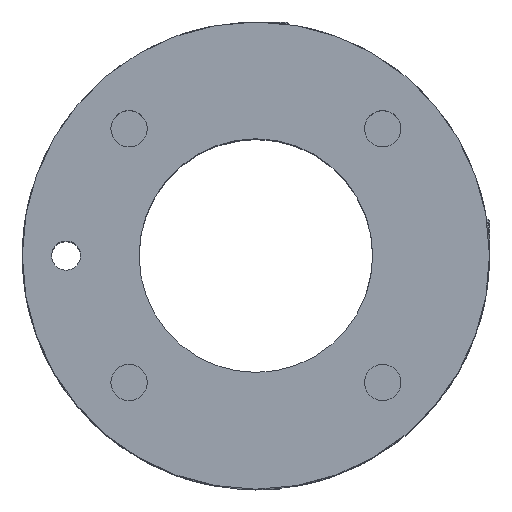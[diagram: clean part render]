
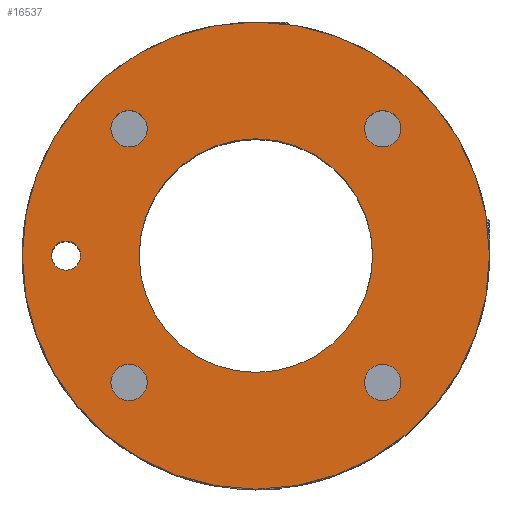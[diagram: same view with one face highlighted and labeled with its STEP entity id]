
A CAD part, top view. The second image highlights one B-rep face of the part: STEP entity #16537.
In plain terms, the highlighted planar face has unit normal (0, 0, 1).
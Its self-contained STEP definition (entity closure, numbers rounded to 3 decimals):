
#4 = CARTESIAN_POINT ( 'NONE',  ( 10.338, -12.065, 8.38 ) ) ;
#56 = EDGE_LOOP ( 'NONE', ( #23973, #20950 ) ) ;
#344 = AXIS2_PLACEMENT_3D ( 'NONE', #4384, #20966, #6757 ) ;
#626 = CARTESIAN_POINT ( 'NONE',  ( -18.059, 0., 8.38 ) ) ;
#826 = EDGE_CURVE ( 'NONE', #29437, #5939, #22542, .T. ) ;
#990 = FACE_BOUND ( 'NONE', #21007, .T. ) ;
#1056 = CARTESIAN_POINT ( 'NONE',  ( 0., 0., 8.38 ) ) ;
#1072 = DIRECTION ( 'NONE',  ( 0., 0., 1. ) ) ;
#1198 = DIRECTION ( 'NONE',  ( 0., 0., 1. ) ) ;
#1231 = DIRECTION ( 'NONE',  ( 1., 0., 0. ) ) ;
#1291 = CIRCLE ( 'NONE', #22227, 1.727 ) ;
#1415 = CARTESIAN_POINT ( 'NONE',  ( 0., 0., 8.38 ) ) ;
#1903 = EDGE_CURVE ( 'NONE', #29021, #2252, #28236, .T. ) ;
#2252 = VERTEX_POINT ( 'NONE', #13860 ) ;
#2800 = DIRECTION ( 'NONE',  ( 0., 0., 1. ) ) ;
#3008 = DIRECTION ( 'NONE',  ( 1., 0., 0. ) ) ;
#3298 = CIRCLE ( 'NONE', #18503, 11.112 ) ;
#3431 = DIRECTION ( 'NONE',  ( 1., 0., 0. ) ) ;
#3482 = EDGE_CURVE ( 'NONE', #26071, #23267, #4820, .T. ) ;
#3777 = DIRECTION ( 'NONE',  ( 1., 0., 0. ) ) ;
#4384 = CARTESIAN_POINT ( 'NONE',  ( -12.065, 12.065, 8.38 ) ) ;
#4410 = ORIENTED_EDGE ( 'NONE', *, *, #26562, .F. ) ;
#4419 = EDGE_LOOP ( 'NONE', ( #4410, #10112 ) ) ;
#4820 = CIRCLE ( 'NONE', #23037, 1.727 ) ;
#5041 = ORIENTED_EDGE ( 'NONE', *, *, #826, .T. ) ;
#5232 = CIRCLE ( 'NONE', #29591, 1.727 ) ;
#5408 = DIRECTION ( 'NONE',  ( 0., 0., 1. ) ) ;
#5571 = EDGE_LOOP ( 'NONE', ( #28729, #10492 ) ) ;
#5809 = FACE_OUTER_BOUND ( 'NONE', #28985, .T. ) ;
#5939 = VERTEX_POINT ( 'NONE', #28980 ) ;
#6757 = DIRECTION ( 'NONE',  ( 1., 0., 0. ) ) ;
#6811 = VERTEX_POINT ( 'NONE', #8624 ) ;
#7101 = VERTEX_POINT ( 'NONE', #11464 ) ;
#7177 = AXIS2_PLACEMENT_3D ( 'NONE', #12938, #29527, #15327 ) ;
#7265 = DIRECTION ( 'NONE',  ( 0., 0., 1. ) ) ;
#7292 = AXIS2_PLACEMENT_3D ( 'NONE', #1056, #17607, #3431 ) ;
#7362 = PLANE ( 'NONE',  #8436 ) ;
#7364 = DIRECTION ( 'NONE',  ( 0., 0., 1. ) ) ;
#7380 = EDGE_CURVE ( 'NONE', #29728, #23658, #14282, .T. ) ;
#8253 = CARTESIAN_POINT ( 'NONE',  ( -13.792, 12.065, 8.38 ) ) ;
#8363 = CIRCLE ( 'NONE', #344, 1.727 ) ;
#8436 = AXIS2_PLACEMENT_3D ( 'NONE', #21552, #12164, #28723 ) ;
#8517 = AXIS2_PLACEMENT_3D ( 'NONE', #626, #17179, #3008 ) ;
#8617 = CIRCLE ( 'NONE', #28774, 22.225 ) ;
#8624 = CARTESIAN_POINT ( 'NONE',  ( 10.338, 12.065, 8.38 ) ) ;
#8746 = DIRECTION ( 'NONE',  ( 0., 0., 1. ) ) ;
#9181 = EDGE_CURVE ( 'NONE', #6811, #10430, #20153, .T. ) ;
#9840 = ORIENTED_EDGE ( 'NONE', *, *, #3482, .F. ) ;
#10112 = ORIENTED_EDGE ( 'NONE', *, *, #1903, .F. ) ;
#10430 = VERTEX_POINT ( 'NONE', #12273 ) ;
#10492 = ORIENTED_EDGE ( 'NONE', *, *, #19607, .F. ) ;
#10939 = ORIENTED_EDGE ( 'NONE', *, *, #7380, .F. ) ;
#11464 = CARTESIAN_POINT ( 'NONE',  ( -10.338, 12.065, 8.38 ) ) ;
#12124 = FACE_BOUND ( 'NONE', #56, .T. ) ;
#12164 = DIRECTION ( 'NONE',  ( 0., 0., 1. ) ) ;
#12273 = CARTESIAN_POINT ( 'NONE',  ( 13.792, 12.065, 8.38 ) ) ;
#12358 = DIRECTION ( 'NONE',  ( 0., 0., 1. ) ) ;
#12938 = CARTESIAN_POINT ( 'NONE',  ( 12.065, 12.065, 8.38 ) ) ;
#13860 = CARTESIAN_POINT ( 'NONE',  ( -19.444, 0., 8.38 ) ) ;
#14282 = CIRCLE ( 'NONE', #29374, 11.112 ) ;
#14442 = EDGE_CURVE ( 'NONE', #23658, #29728, #3298, .T. ) ;
#14965 = ORIENTED_EDGE ( 'NONE', *, *, #18101, .F. ) ;
#14971 = VERTEX_POINT ( 'NONE', #23329 ) ;
#15228 = AXIS2_PLACEMENT_3D ( 'NONE', #22944, #8746, #25312 ) ;
#15251 = CARTESIAN_POINT ( 'NONE',  ( 12.065, 12.065, 8.38 ) ) ;
#15327 = DIRECTION ( 'NONE',  ( 1., 0., 0. ) ) ;
#15412 = CARTESIAN_POINT ( 'NONE',  ( 0., 0., 8.38 ) ) ;
#15443 = DIRECTION ( 'NONE',  ( 0., 0., 1. ) ) ;
#16158 = CIRCLE ( 'NONE', #15228, 1.727 ) ;
#16537 = ADVANCED_FACE ( 'NONE', ( #24702, #990, #5809, #12124, #30254, #23964, #17650 ), #7362, .T. ) ;
#16943 = CARTESIAN_POINT ( 'NONE',  ( -12.065, -12.065, 8.38 ) ) ;
#17179 = DIRECTION ( 'NONE',  ( 0., 0., 1. ) ) ;
#17454 = ORIENTED_EDGE ( 'NONE', *, *, #25595, .F. ) ;
#17607 = DIRECTION ( 'NONE',  ( 0., 0., 1. ) ) ;
#17633 = DIRECTION ( 'NONE',  ( 1., 0., 0. ) ) ;
#17650 = FACE_BOUND ( 'NONE', #25984, .T. ) ;
#17765 = DIRECTION ( 'NONE',  ( 1., 0., 0. ) ) ;
#17969 = DIRECTION ( 'NONE',  ( 0., 0., 1. ) ) ;
#18101 = EDGE_CURVE ( 'NONE', #23267, #26071, #16158, .T. ) ;
#18159 = EDGE_CURVE ( 'NONE', #22219, #7101, #8363, .T. ) ;
#18503 = AXIS2_PLACEMENT_3D ( 'NONE', #19569, #5408, #21959 ) ;
#19138 = CARTESIAN_POINT ( 'NONE',  ( 13.792, -12.065, 8.38 ) ) ;
#19335 = DIRECTION ( 'NONE',  ( 1., 0., 0. ) ) ;
#19569 = CARTESIAN_POINT ( 'NONE',  ( 0., 0., 8.38 ) ) ;
#19607 = EDGE_CURVE ( 'NONE', #14971, #27466, #20807, .T. ) ;
#20117 = CARTESIAN_POINT ( 'NONE',  ( -16.674, 0., 8.38 ) ) ;
#20153 = CIRCLE ( 'NONE', #7177, 1.727 ) ;
#20807 = CIRCLE ( 'NONE', #29181, 1.727 ) ;
#20950 = ORIENTED_EDGE ( 'NONE', *, *, #25086, .F. ) ;
#20966 = DIRECTION ( 'NONE',  ( 0., 0., 1. ) ) ;
#21007 = EDGE_LOOP ( 'NONE', ( #22537, #17454 ) ) ;
#21437 = CARTESIAN_POINT ( 'NONE',  ( -12.065, -12.065, 8.38 ) ) ;
#21552 = CARTESIAN_POINT ( 'NONE',  ( 0., 0., 8.38 ) ) ;
#21554 = CARTESIAN_POINT ( 'NONE',  ( -18.059, 0., 8.38 ) ) ;
#21723 = CARTESIAN_POINT ( 'NONE',  ( -13.792, -12.065, 8.38 ) ) ;
#21959 = DIRECTION ( 'NONE',  ( 1., 0., 0. ) ) ;
#22219 = VERTEX_POINT ( 'NONE', #8253 ) ;
#22227 = AXIS2_PLACEMENT_3D ( 'NONE', #29614, #15443, #1231 ) ;
#22421 = CARTESIAN_POINT ( 'NONE',  ( -11.112, 0., 8.38 ) ) ;
#22537 = ORIENTED_EDGE ( 'NONE', *, *, #18159, .F. ) ;
#22542 = CIRCLE ( 'NONE', #7292, 22.225 ) ;
#22592 = CARTESIAN_POINT ( 'NONE',  ( -22.225, 0., 8.38 ) ) ;
#22944 = CARTESIAN_POINT ( 'NONE',  ( 12.065, -12.065, 8.38 ) ) ;
#23037 = AXIS2_PLACEMENT_3D ( 'NONE', #26541, #12358, #28923 ) ;
#23267 = VERTEX_POINT ( 'NONE', #4 ) ;
#23329 = CARTESIAN_POINT ( 'NONE',  ( -10.338, -12.065, 8.38 ) ) ;
#23658 = VERTEX_POINT ( 'NONE', #22421 ) ;
#23836 = DIRECTION ( 'NONE',  ( 1., 0., 0. ) ) ;
#23959 = DIRECTION ( 'NONE',  ( 1., 0., 0. ) ) ;
#23964 = FACE_BOUND ( 'NONE', #24971, .T. ) ;
#23973 = ORIENTED_EDGE ( 'NONE', *, *, #9181, .F. ) ;
#24702 = FACE_BOUND ( 'NONE', #5571, .T. ) ;
#24971 = EDGE_LOOP ( 'NONE', ( #14965, #9840 ) ) ;
#25086 = EDGE_CURVE ( 'NONE', #10430, #6811, #30583, .T. ) ;
#25308 = CIRCLE ( 'NONE', #27788, 1.385 ) ;
#25312 = DIRECTION ( 'NONE',  ( 1., 0., 0. ) ) ;
#25595 = EDGE_CURVE ( 'NONE', #7101, #22219, #1291, .T. ) ;
#25710 = ORIENTED_EDGE ( 'NONE', *, *, #14442, .F. ) ;
#25984 = EDGE_LOOP ( 'NONE', ( #25710, #10939 ) ) ;
#26071 = VERTEX_POINT ( 'NONE', #19138 ) ;
#26388 = ORIENTED_EDGE ( 'NONE', *, *, #28509, .T. ) ;
#26484 = CARTESIAN_POINT ( 'NONE',  ( 11.112, 0., 8.38 ) ) ;
#26541 = CARTESIAN_POINT ( 'NONE',  ( 12.065, -12.065, 8.38 ) ) ;
#26562 = EDGE_CURVE ( 'NONE', #2252, #29021, #25308, .T. ) ;
#27466 = VERTEX_POINT ( 'NONE', #21723 ) ;
#27788 = AXIS2_PLACEMENT_3D ( 'NONE', #21554, #7364, #23959 ) ;
#28171 = AXIS2_PLACEMENT_3D ( 'NONE', #15251, #1072, #17633 ) ;
#28236 = CIRCLE ( 'NONE', #8517, 1.385 ) ;
#28509 = EDGE_CURVE ( 'NONE', #5939, #29437, #8617, .T. ) ;
#28723 = DIRECTION ( 'NONE',  ( 1., 0., 0. ) ) ;
#28729 = ORIENTED_EDGE ( 'NONE', *, *, #29697, .F. ) ;
#28774 = AXIS2_PLACEMENT_3D ( 'NONE', #15412, #1198, #17765 ) ;
#28923 = DIRECTION ( 'NONE',  ( 1., 0., 0. ) ) ;
#28980 = CARTESIAN_POINT ( 'NONE',  ( 22.225, 0., 8.38 ) ) ;
#28985 = EDGE_LOOP ( 'NONE', ( #5041, #26388 ) ) ;
#29021 = VERTEX_POINT ( 'NONE', #20117 ) ;
#29181 = AXIS2_PLACEMENT_3D ( 'NONE', #21437, #7265, #23836 ) ;
#29374 = AXIS2_PLACEMENT_3D ( 'NONE', #1415, #17969, #3777 ) ;
#29437 = VERTEX_POINT ( 'NONE', #22592 ) ;
#29527 = DIRECTION ( 'NONE',  ( 0., 0., 1. ) ) ;
#29591 = AXIS2_PLACEMENT_3D ( 'NONE', #16943, #2800, #19335 ) ;
#29614 = CARTESIAN_POINT ( 'NONE',  ( -12.065, 12.065, 8.38 ) ) ;
#29697 = EDGE_CURVE ( 'NONE', #27466, #14971, #5232, .T. ) ;
#29728 = VERTEX_POINT ( 'NONE', #26484 ) ;
#30254 = FACE_BOUND ( 'NONE', #4419, .T. ) ;
#30583 = CIRCLE ( 'NONE', #28171, 1.727 ) ;
